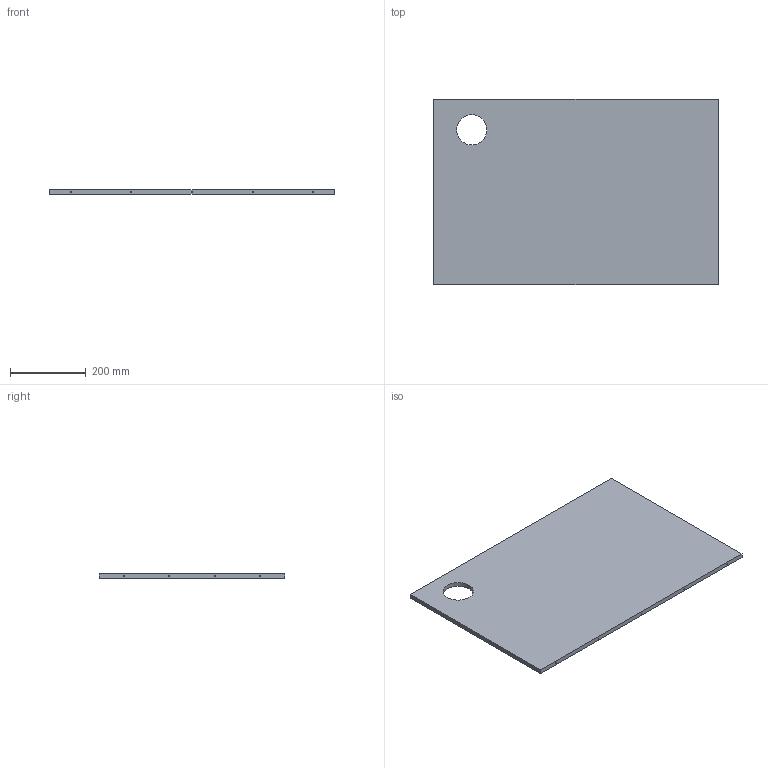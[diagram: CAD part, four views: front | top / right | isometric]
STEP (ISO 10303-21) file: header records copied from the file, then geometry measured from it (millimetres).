
FILE_DESCRIPTION (( 'STEP AP203' ), '1' );
FILE_NAME ('genmitsu-4040-001-001.STEP', '2024-07-19T08:39:04', ( '' ), ( '' ), 'SwSTEP 2.0', 'SolidWorks 2022', '' );
FILE_SCHEMA (( 'CONFIG_CONTROL_DESIGN' ));
Length unit declared in the file: millimetre
Products named in the file (1): genmitsu-4040-001-001
Bounding box: 750 x 488 x 12 mm (x, y, z)
Volume: 4329098.5 mm3; surface area: 758089 mm2
Topology: 1 solids, 1 shells, 80 faces, 198 edges, 102 vertices
Faces by surface type: cylinder 38, cone 36, plane 6
Entity records: 2179 total; most frequent: DIRECTION 400, CARTESIAN_POINT 345, ORIENTED_EDGE 324, EDGE_CURVE 162, AXIS2_PLACEMENT_3D 157, VERTEX_POINT 102, EDGE_LOOP 100, LINE 86
